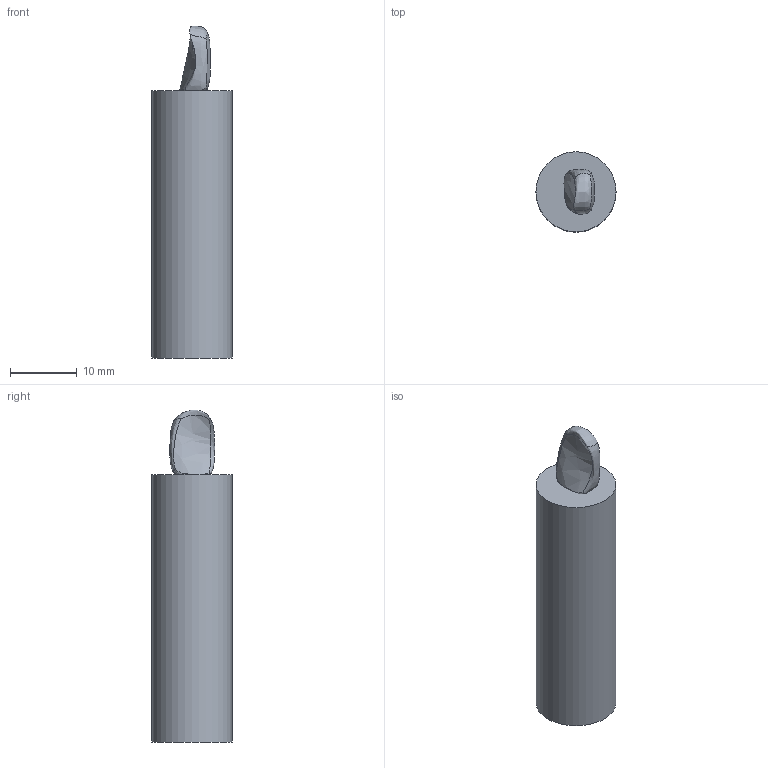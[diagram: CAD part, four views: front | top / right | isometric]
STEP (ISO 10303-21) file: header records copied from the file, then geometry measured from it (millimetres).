
FILE_DESCRIPTION(/* description */ (''),/* implementation_level */ '2;1');
FILE_NAME(/* name */ 'Marcador.stp',/* time_stamp */ '2021-07-17T19:04:53-05:00',/* author */ ('Usuario'),/* organization */ (''),/* preprocessor_version */ 'ST-DEVELOPER v18',/* originating_system */ 'Autodesk Inventor 2020',/* authorisation */ '');
FILE_SCHEMA (('AUTOMOTIVE_DESIGN { 1 0 10303 214 3 1 1 }'));
Length unit declared in the file: millimetre
Products named in the file (1): Part2
Bounding box: 12 x 12 x 49.72 mm (x, y, z)
Volume: 4693.4 mm3; surface area: 1924.5 mm2
Topology: 2 solids, 2 shells, 9 faces, 17 edges, 12 vertices
Faces by surface type: bspline 6, plane 2, cylinder 1
Full cylindrical faces by diameter (mm): 12 x1
Entity records: 1381 total; most frequent: CARTESIAN_POINT 1191, ORIENTED_EDGE 34, EDGE_CURVE 17, DIRECTION 17, B_SPLINE_CURVE_WITH_KNOTS 12, VERTEX_POINT 12, FACE_OUTER_BOUND 9, EDGE_LOOP 9
